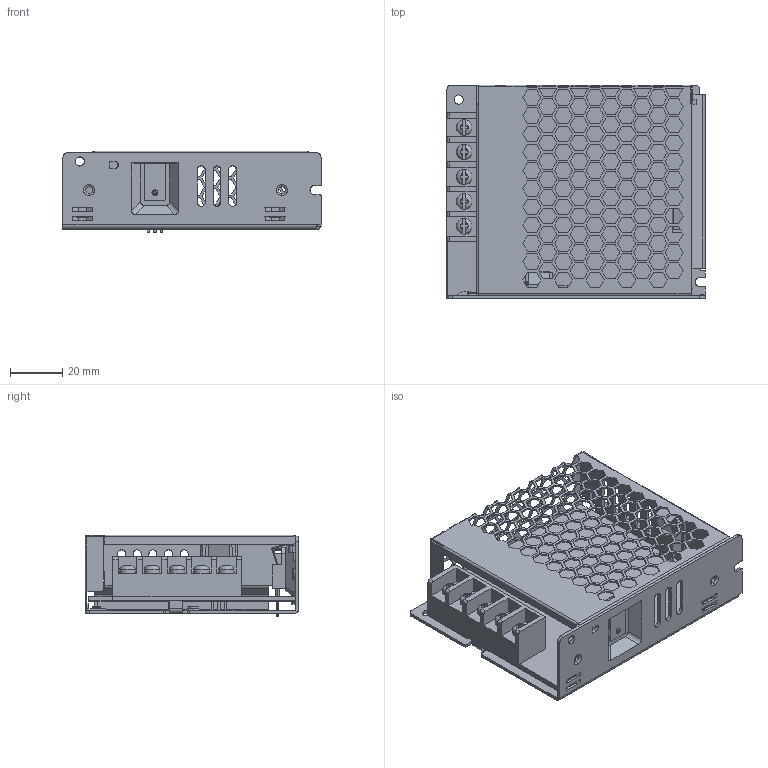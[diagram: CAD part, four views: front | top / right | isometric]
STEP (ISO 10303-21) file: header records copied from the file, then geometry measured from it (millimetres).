
FILE_DESCRIPTION(('Creo Elements/Direct Modeling STEP Export'),'2;1');
FILE_NAME('LRS-50.stp','2017-12-05T 9:24:23',(''),(''),'PTC Creo Elements/Direct Modeling STEP processor for AP214 (Solid Model)','PTC Creo Elements/Direct Modeling 19.0 09-May-2014 (C) Parametric Technology GmbH','');
FILE_SCHEMA(('AUTOMOTIVE_DESIGN { 1 0 10303 214 1 1 1 1 }'));
Length unit declared in the file: millimetre
Products named in the file (16): ÊU£\; PCB; a1; MOS15.5x10.1.1.1.1.1.1.1.1.1; HS1; HS2; G5; HS; DDD; clip.1; clip.1.1; TY.2.1; TY.2; 下蓋; LRS-50
Assembly tree (15 placements, depth 4):
  ÊU£\
  LRS-50
    下蓋
      TY.2
      TY.2.1
    clip.1.1
    clip.1
    DDD
    HS
      G5
        HS2
        HS1
    PCB
      MOS15.5x10.1.1.1.1.1.1.1.1.1  x2
      a1
        PCB
Bounding box: 99 x 82 x 31.4 mm (x, y, z)
Volume: 43086.8 mm3; surface area: 74169.5 mm2
Topology: 8 solids, 8 shells, 1650 faces, 4806 edges, 3151 vertices
Faces by surface type: plane 1351, cylinder 239, torus 34, bspline 22, cone 2, extrusion 2
Entity records: 56671 total; most frequent: CARTESIAN_POINT 13586, ORIENTED_EDGE 9488, DIRECTION 7800, EDGE_CURVE 4742, VECTOR 3974, LINE 3972, VERTEX_POINT 3107, EDGE_LOOP 1955
